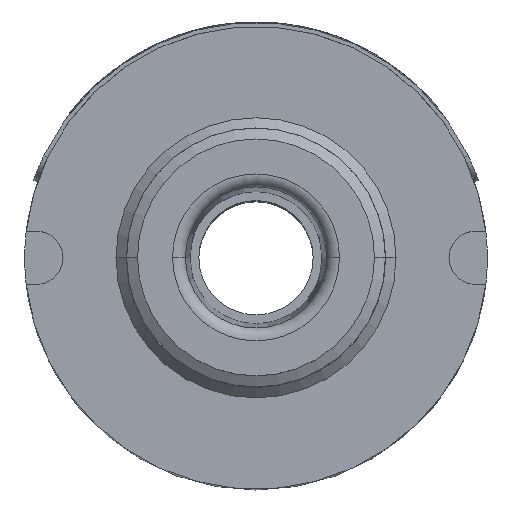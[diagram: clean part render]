
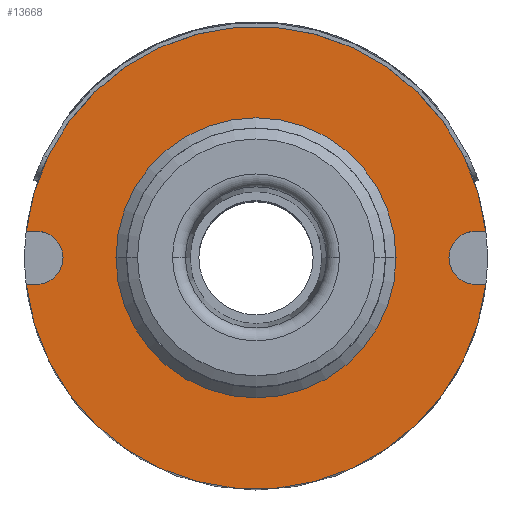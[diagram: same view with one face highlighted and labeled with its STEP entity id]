
A CAD part, top view. The second image highlights one B-rep face of the part: STEP entity #13668.
In plain terms, the highlighted face is planar.
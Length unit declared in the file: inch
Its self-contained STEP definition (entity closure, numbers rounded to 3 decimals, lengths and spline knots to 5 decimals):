
#966 = PLANE ( 'NONE',  #24384 ) ;
#3020 = DIRECTION ( 'NONE',  ( 0., 0., 1. ) ) ;
#3353 = ORIENTED_EDGE ( 'NONE', *, *, #107795, .F. ) ;
#4510 = ORIENTED_EDGE ( 'NONE', *, *, #79283, .F. ) ;
#4536 = EDGE_CURVE ( 'NONE', #45861, #125511, #29827, .T. ) ;
#5255 = CARTESIAN_POINT ( 'NONE',  ( -0.98, 0., 0. ) ) ;
#6336 = LINE ( 'NONE', #111506, #47345 ) ;
#8307 = CARTESIAN_POINT ( 'NONE',  ( -0.98, 0., 0. ) ) ;
#10043 = CIRCLE ( 'NONE', #93444, 0.064 ) ;
#11249 = DIRECTION ( 'NONE',  ( -1., 0., 0. ) ) ;
#13668 = ADVANCED_FACE ( 'NONE', ( #117185, #32001 ), #966, .F. ) ;
#17721 = VERTEX_POINT ( 'NONE', #87350 ) ;
#21523 = DIRECTION ( 'NONE',  ( 0., 0., 1. ) ) ;
#21650 = AXIS2_PLACEMENT_3D ( 'NONE', #43419, #75053, #125973 ) ;
#22896 = CARTESIAN_POINT ( 'NONE',  ( -0.98, 0., 0.529 ) ) ;
#24384 = AXIS2_PLACEMENT_3D ( 'NONE', #75227, #73881, #115854 ) ;
#27018 = DIRECTION ( 'NONE',  ( 0., 0., 1. ) ) ;
#29827 = CIRCLE ( 'NONE', #91312, 0.5575 ) ;
#30655 = VERTEX_POINT ( 'NONE', #58780 ) ;
#32001 = FACE_OUTER_BOUND ( 'NONE', #92959, .T. ) ;
#32405 = LINE ( 'NONE', #103157, #55999 ) ;
#32968 = CARTESIAN_POINT ( 'NONE',  ( -0.98, 0.064, 0.529 ) ) ;
#36936 = DIRECTION ( 'NONE',  ( -1., 0., 0. ) ) ;
#37938 = DIRECTION ( 'NONE',  ( -1., 0., 0. ) ) ;
#38836 = ORIENTED_EDGE ( 'NONE', *, *, #123310, .F. ) ;
#40642 = ORIENTED_EDGE ( 'NONE', *, *, #57602, .F. ) ;
#41787 = VERTEX_POINT ( 'NONE', #114137 ) ;
#41902 = LINE ( 'NONE', #43279, #86023 ) ;
#42168 = ORIENTED_EDGE ( 'NONE', *, *, #51806, .F. ) ;
#43279 = CARTESIAN_POINT ( 'NONE',  ( -0.98, 0.064, 0.55381 ) ) ;
#43419 = CARTESIAN_POINT ( 'NONE',  ( -0.98, 0., 0. ) ) ;
#43953 = EDGE_CURVE ( 'NONE', #17721, #120202, #45722, .T. ) ;
#44571 = VERTEX_POINT ( 'NONE', #85888 ) ;
#45585 = EDGE_CURVE ( 'NONE', #41787, #44571, #10043, .T. ) ;
#45722 = CIRCLE ( 'NONE', #21650, 0.5575 ) ;
#45861 = VERTEX_POINT ( 'NONE', #83729 ) ;
#47173 = DIRECTION ( 'NONE',  ( 0., 0., 1. ) ) ;
#47345 = VECTOR ( 'NONE', #27018, 39.37008 ) ;
#48784 = ORIENTED_EDGE ( 'NONE', *, *, #4536, .T. ) ;
#50911 = DIRECTION ( 'NONE',  ( 0., 0., 1. ) ) ;
#51608 = CIRCLE ( 'NONE', #128612, 0.064 ) ;
#51806 = EDGE_CURVE ( 'NONE', #44571, #120202, #129576, .T. ) ;
#55230 = CARTESIAN_POINT ( 'NONE',  ( -0.98, 0., 0. ) ) ;
#55999 = VECTOR ( 'NONE', #50911, 39.37008 ) ;
#56096 = VECTOR ( 'NONE', #130247, 39.37008 ) ;
#57602 = EDGE_CURVE ( 'NONE', #17721, #112918, #41902, .T. ) ;
#58780 = CARTESIAN_POINT ( 'NONE',  ( -0.98, 0., -0.3375 ) ) ;
#59369 = EDGE_CURVE ( 'NONE', #30655, #132319, #130334, .T. ) ;
#64341 = AXIS2_PLACEMENT_3D ( 'NONE', #55230, #11249, #3020 ) ;
#72513 = ORIENTED_EDGE ( 'NONE', *, *, #59369, .F. ) ;
#72964 = DIRECTION ( 'NONE',  ( 0., 0., -1. ) ) ;
#73881 = DIRECTION ( 'NONE',  ( 1., 0., 0. ) ) ;
#75053 = DIRECTION ( 'NONE',  ( -1., 0., 0. ) ) ;
#75227 = CARTESIAN_POINT ( 'NONE',  ( -0.98, 0.5575, 0. ) ) ;
#75620 = VERTEX_POINT ( 'NONE', #75809 ) ;
#75809 = CARTESIAN_POINT ( 'NONE',  ( -0.98, -0.064, 0.529 ) ) ;
#76528 = EDGE_LOOP ( 'NONE', ( #72513, #4510 ) ) ;
#79283 = EDGE_CURVE ( 'NONE', #132319, #30655, #109732, .T. ) ;
#79721 = ORIENTED_EDGE ( 'NONE', *, *, #43953, .T. ) ;
#79846 = DIRECTION ( 'NONE',  ( 0., 0., 1. ) ) ;
#83282 = DIRECTION ( 'NONE',  ( -1., 0., 0. ) ) ;
#83729 = CARTESIAN_POINT ( 'NONE',  ( -0.98, -0.064, -0.55381 ) ) ;
#85425 = DIRECTION ( 'NONE',  ( -1., 0., 0. ) ) ;
#85888 = CARTESIAN_POINT ( 'NONE',  ( -0.98, 0.064, -0.529 ) ) ;
#86023 = VECTOR ( 'NONE', #115530, 39.37008 ) ;
#87350 = CARTESIAN_POINT ( 'NONE',  ( -0.98, 0.064, 0.55381 ) ) ;
#88368 = EDGE_CURVE ( 'NONE', #75620, #125511, #32405, .T. ) ;
#91312 = AXIS2_PLACEMENT_3D ( 'NONE', #5255, #36936, #47173 ) ;
#92959 = EDGE_LOOP ( 'NONE', ( #115439, #3353, #48784, #100310, #38836, #40642, #79721, #42168 ) ) ;
#93444 = AXIS2_PLACEMENT_3D ( 'NONE', #105212, #83282, #72964 ) ;
#96547 = AXIS2_PLACEMENT_3D ( 'NONE', #8307, #37938, #79846 ) ;
#100310 = ORIENTED_EDGE ( 'NONE', *, *, #88368, .F. ) ;
#103157 = CARTESIAN_POINT ( 'NONE',  ( -0.98, -0.064, 0.529 ) ) ;
#105212 = CARTESIAN_POINT ( 'NONE',  ( -0.98, 0., -0.529 ) ) ;
#107795 = EDGE_CURVE ( 'NONE', #45861, #41787, #6336, .T. ) ;
#109732 = CIRCLE ( 'NONE', #96547, 0.3375 ) ;
#110462 = CARTESIAN_POINT ( 'NONE',  ( -0.98, 0.064, -0.55381 ) ) ;
#111506 = CARTESIAN_POINT ( 'NONE',  ( -0.98, -0.064, -0.55381 ) ) ;
#112918 = VERTEX_POINT ( 'NONE', #32968 ) ;
#114137 = CARTESIAN_POINT ( 'NONE',  ( -0.98, -0.064, -0.529 ) ) ;
#115433 = CARTESIAN_POINT ( 'NONE',  ( -0.98, -0.064, 0.55381 ) ) ;
#115439 = ORIENTED_EDGE ( 'NONE', *, *, #45585, .F. ) ;
#115530 = DIRECTION ( 'NONE',  ( 0., 0., -1. ) ) ;
#115854 = DIRECTION ( 'NONE',  ( 0., 0., -1. ) ) ;
#117185 = FACE_BOUND ( 'NONE', #76528, .T. ) ;
#119208 = CARTESIAN_POINT ( 'NONE',  ( -0.98, 0.064, -0.529 ) ) ;
#120202 = VERTEX_POINT ( 'NONE', #110462 ) ;
#123310 = EDGE_CURVE ( 'NONE', #112918, #75620, #51608, .T. ) ;
#125498 = CARTESIAN_POINT ( 'NONE',  ( -0.98, 0., 0.3375 ) ) ;
#125511 = VERTEX_POINT ( 'NONE', #115433 ) ;
#125973 = DIRECTION ( 'NONE',  ( 0., 0., 1. ) ) ;
#128612 = AXIS2_PLACEMENT_3D ( 'NONE', #22896, #85425, #21523 ) ;
#129576 = LINE ( 'NONE', #119208, #56096 ) ;
#130247 = DIRECTION ( 'NONE',  ( 0., 0., -1. ) ) ;
#130334 = CIRCLE ( 'NONE', #64341, 0.3375 ) ;
#132319 = VERTEX_POINT ( 'NONE', #125498 ) ;
